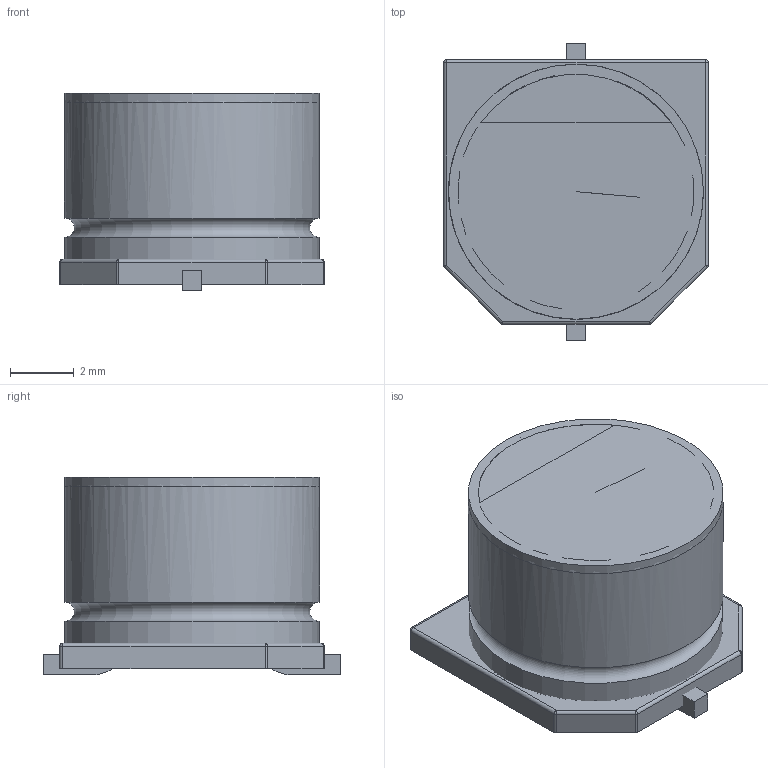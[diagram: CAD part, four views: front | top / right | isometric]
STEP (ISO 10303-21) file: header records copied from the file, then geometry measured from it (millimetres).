
FILE_DESCRIPTION(('FreeCAD Model'),'2;1');
FILE_NAME('Open CASCADE Shape Model','2023-01-11T16:42:11',('Author'),( ''),'Open CASCADE STEP processor 7.5','FreeCAD','Unknown');
FILE_SCHEMA(('AUTOMOTIVE_DESIGN { 1 0 10303 214 1 1 1 1 }'));
Length unit declared in the file: millimetre
Products named in the file (9): D8_Capacitor; Pins002; Pins; Pins001; Part; Socle; Sweep; Body004; Mark
Assembly tree (8 placements, depth 3):
  D8_Capacitor
    Pins002
      Pins
      Pins001
    Part
      Socle
      Sweep
      Body004
      Mark
Bounding box: 8.3 x 9.33 x 6.21 mm (x, y, z)
Surface area: 671.4 mm2
Topology: 6 solids, 6 shells, 74 faces, 174 edges, 103 vertices
Faces by surface type: plane 34, cylinder 27, sphere 6, revolution 4, torus 2, bspline 1
Full cylindrical faces by diameter (mm): 0.8 x4, 7.982 x2, 8 x2
Entity records: 4533 total; most frequent: CARTESIAN_POINT 882, DIRECTION 685, LINE 399, VECTOR 399, ORIENTED_EDGE 328, PCURVE 328, DEFINITIONAL_REPRESENTATION 328, EDGE_CURVE 164
